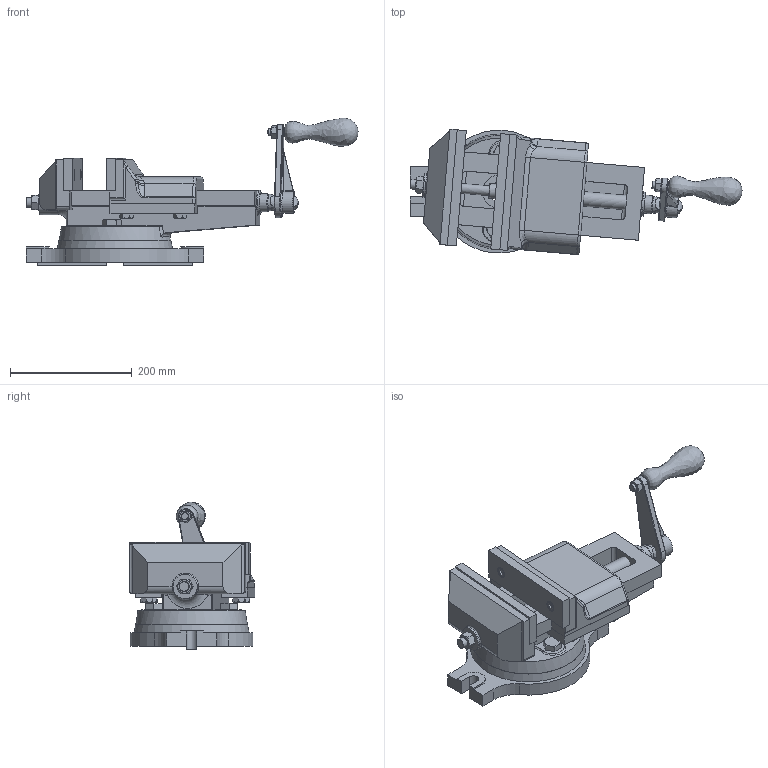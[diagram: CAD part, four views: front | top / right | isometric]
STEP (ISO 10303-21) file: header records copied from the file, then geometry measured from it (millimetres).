
FILE_DESCRIPTION(/* description */ (''),/* implementation_level */ '2;1');
FILE_NAME(/* name */ 'test.stp',/* time_stamp */ '2014-09-23T18:57:45+05:00',/* author */ (''),/* organization */ (''),/* preprocessor_version */ 'ST-DEVELOPER v16',/* originating_system */ 'Autodesk Translator Framework v4.0.0.2922',/* authorisation */ '');
FILE_SCHEMA (('AUTOMOTIVE_DESIGN { 1 0 10303 214 3 1 1 }'));
Length unit declared in the file: centimetre
Products named in the file (21): Swivel Base; Body; Jaw Plate; DIN 6912 M10 x 25; Bolted Connection; Body (1); Moving Jaw; Joint plate; DIN 933 - replaced by DIN EN 24017 M12  x 35; Bolted Connection (1); Bolted Connection (2); Bolted Connection (3); Moving Jaw (1); Screw Rod; DIN 6914 M16 x 50; 28674 M16; Handle_1; Handle_2; 28674 M12; Handle; Bench Vice v1
Assembly tree (31 placements, depth 4):
  Bench Vice v1
    Swivel Base
    Body (1)
      Body
      Jaw Plate
      Bolted Connection
        DIN 6912 M10 x 25  x2
    Moving Jaw (1)
      Moving Jaw
      Jaw Plate
      Joint plate  x2
      Bolted Connection (1)
        DIN 933 - replaced by DIN EN 24017 M12  x 35  x2
      Bolted Connection (2)
        DIN 933 - replaced by DIN EN 24017 M12  x 35  x2
      Bolted Connection (3)
        DIN 6912 M10 x 25  x2
    Screw Rod
    DIN 6914 M16 x 50  x2
    28674 M16  x3
    Handle
      Handle_1
      Handle_2
      28674 M12
Bounding box: 545.45 x 205.94 x 242.62 mm (x, y, z)
Volume: 4683418.4 mm3; surface area: 670336.8 mm2
Topology: 24 solids, 24 shells, 573 faces, 1384 edges, 873 vertices
Faces by surface type: plane 286, cylinder 147, cone 91, bspline 27, torus 20, sphere 2
Full cylindrical faces by diameter (mm): 5 x4, 8.376 x4, 10 x4, 10.106 x6, 11 x4, 11.053 x4, 12 x5, 13.5 x4, 13.835 x3, 14 x1, 16 x7, 17 x2, 17.2 x4, 18 x6, 21 x1, 24 x1, 25 x2, 27 x1, 30 x1, 32 x1, 40 x2, 54 x2, 96 x1, 106 x1, 142 x1, 152 x1
Entity records: 13216 total; most frequent: CARTESIAN_POINT 3773, DIRECTION 1927, ORIENTED_EDGE 1786, EDGE_CURVE 893, AXIS2_PLACEMENT_3D 745, VERTEX_POINT 613, EDGE_LOOP 522, LINE 437
